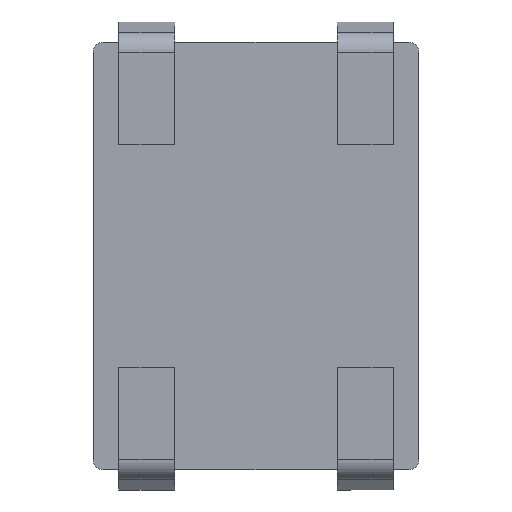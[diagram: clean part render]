
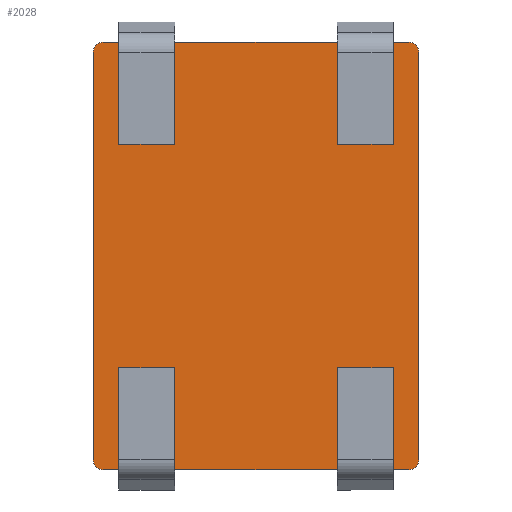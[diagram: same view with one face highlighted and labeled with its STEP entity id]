
A CAD part, front view. The second image highlights one B-rep face of the part: STEP entity #2028.
In plain terms, the highlighted planar face has unit normal (0, -1, 0).
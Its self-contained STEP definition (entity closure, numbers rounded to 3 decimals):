
#77=CIRCLE('',#2189,0.1);
#78=CIRCLE('',#2190,0.1);
#79=CIRCLE('',#2191,0.1);
#80=CIRCLE('',#2192,0.1);
#128=ORIENTED_EDGE('',*,*,#722,.F.);
#129=ORIENTED_EDGE('',*,*,#723,.T.);
#130=ORIENTED_EDGE('',*,*,#724,.F.);
#131=ORIENTED_EDGE('',*,*,#725,.T.);
#132=ORIENTED_EDGE('',*,*,#726,.T.);
#133=ORIENTED_EDGE('',*,*,#727,.T.);
#134=ORIENTED_EDGE('',*,*,#728,.F.);
#135=ORIENTED_EDGE('',*,*,#729,.F.);
#136=ORIENTED_EDGE('',*,*,#730,.F.);
#137=ORIENTED_EDGE('',*,*,#731,.F.);
#138=ORIENTED_EDGE('',*,*,#732,.F.);
#139=ORIENTED_EDGE('',*,*,#733,.T.);
#140=ORIENTED_EDGE('',*,*,#734,.F.);
#141=ORIENTED_EDGE('',*,*,#735,.T.);
#142=ORIENTED_EDGE('',*,*,#736,.F.);
#143=ORIENTED_EDGE('',*,*,#737,.T.);
#144=ORIENTED_EDGE('',*,*,#738,.T.);
#145=ORIENTED_EDGE('',*,*,#739,.T.);
#146=ORIENTED_EDGE('',*,*,#740,.F.);
#147=ORIENTED_EDGE('',*,*,#741,.F.);
#148=ORIENTED_EDGE('',*,*,#742,.F.);
#149=ORIENTED_EDGE('',*,*,#743,.F.);
#150=ORIENTED_EDGE('',*,*,#744,.F.);
#151=ORIENTED_EDGE('',*,*,#745,.T.);
#722=EDGE_CURVE('',#1019,#1020,#1216,.T.);
#723=EDGE_CURVE('',#1019,#1021,#77,.F.);
#724=EDGE_CURVE('',#1022,#1021,#1217,.T.);
#725=EDGE_CURVE('',#1022,#1023,#1218,.T.);
#726=EDGE_CURVE('',#1023,#1024,#1219,.T.);
#727=EDGE_CURVE('',#1024,#1025,#1220,.T.);
#728=EDGE_CURVE('',#1026,#1025,#1221,.T.);
#729=EDGE_CURVE('',#1027,#1026,#1222,.T.);
#730=EDGE_CURVE('',#1028,#1027,#1223,.T.);
#731=EDGE_CURVE('',#1029,#1028,#1224,.T.);
#732=EDGE_CURVE('',#1030,#1029,#1225,.T.);
#733=EDGE_CURVE('',#1030,#1031,#78,.F.);
#734=EDGE_CURVE('',#1032,#1031,#1226,.T.);
#735=EDGE_CURVE('',#1032,#1033,#79,.F.);
#736=EDGE_CURVE('',#1034,#1033,#1227,.T.);
#737=EDGE_CURVE('',#1034,#1035,#1228,.T.);
#738=EDGE_CURVE('',#1035,#1036,#1229,.T.);
#739=EDGE_CURVE('',#1036,#1037,#1230,.T.);
#740=EDGE_CURVE('',#1038,#1037,#1231,.T.);
#741=EDGE_CURVE('',#1039,#1038,#1232,.T.);
#742=EDGE_CURVE('',#1040,#1039,#1233,.T.);
#743=EDGE_CURVE('',#1041,#1040,#1234,.T.);
#744=EDGE_CURVE('',#1042,#1041,#1235,.T.);
#745=EDGE_CURVE('',#1042,#1020,#80,.F.);
#1019=VERTEX_POINT('',#2946);
#1020=VERTEX_POINT('',#2947);
#1021=VERTEX_POINT('',#2949);
#1022=VERTEX_POINT('',#2951);
#1023=VERTEX_POINT('',#2953);
#1024=VERTEX_POINT('',#2955);
#1025=VERTEX_POINT('',#2957);
#1026=VERTEX_POINT('',#2959);
#1027=VERTEX_POINT('',#2961);
#1028=VERTEX_POINT('',#2963);
#1029=VERTEX_POINT('',#2965);
#1030=VERTEX_POINT('',#2967);
#1031=VERTEX_POINT('',#2969);
#1032=VERTEX_POINT('',#2971);
#1033=VERTEX_POINT('',#2973);
#1034=VERTEX_POINT('',#2975);
#1035=VERTEX_POINT('',#2977);
#1036=VERTEX_POINT('',#2979);
#1037=VERTEX_POINT('',#2981);
#1038=VERTEX_POINT('',#2983);
#1039=VERTEX_POINT('',#2985);
#1040=VERTEX_POINT('',#2987);
#1041=VERTEX_POINT('',#2989);
#1042=VERTEX_POINT('',#2991);
#1216=LINE('',#2945,#1462);
#1217=LINE('',#2950,#1463);
#1218=LINE('',#2952,#1464);
#1219=LINE('',#2954,#1465);
#1220=LINE('',#2956,#1466);
#1221=LINE('',#2958,#1467);
#1222=LINE('',#2960,#1468);
#1223=LINE('',#2962,#1469);
#1224=LINE('',#2964,#1470);
#1225=LINE('',#2966,#1471);
#1226=LINE('',#2970,#1472);
#1227=LINE('',#2974,#1473);
#1228=LINE('',#2976,#1474);
#1229=LINE('',#2978,#1475);
#1230=LINE('',#2980,#1476);
#1231=LINE('',#2982,#1477);
#1232=LINE('',#2984,#1478);
#1233=LINE('',#2986,#1479);
#1234=LINE('',#2988,#1480);
#1235=LINE('',#2990,#1481);
#1462=VECTOR('',#2361,1000.);
#1463=VECTOR('',#2364,1000.);
#1464=VECTOR('',#2365,1000.);
#1465=VECTOR('',#2366,1000.);
#1466=VECTOR('',#2367,1000.);
#1467=VECTOR('',#2368,1000.);
#1468=VECTOR('',#2369,1000.);
#1469=VECTOR('',#2370,1000.);
#1470=VECTOR('',#2371,1000.);
#1471=VECTOR('',#2372,1000.);
#1472=VECTOR('',#2375,1000.);
#1473=VECTOR('',#2378,1000.);
#1474=VECTOR('',#2379,1000.);
#1475=VECTOR('',#2380,1000.);
#1476=VECTOR('',#2381,1000.);
#1477=VECTOR('',#2382,1000.);
#1478=VECTOR('',#2383,1000.);
#1479=VECTOR('',#2384,1000.);
#1480=VECTOR('',#2385,1000.);
#1481=VECTOR('',#2386,1000.);
#1708=EDGE_LOOP('',(#128,#129,#130,#131,#132,#133,#134,#135,#136,#137,#138,
#139,#140,#141,#142,#143,#144,#145,#146,#147,#148,#149,#150,#151));
#1824=FACE_BOUND('',#1708,.T.);
#1940=PLANE('',#2188);
#2028=ADVANCED_FACE('',(#1824),#1940,.F.);
#2188=AXIS2_PLACEMENT_3D('',#2944,#2359,#2360);
#2189=AXIS2_PLACEMENT_3D('',#2948,#2362,#2363);
#2190=AXIS2_PLACEMENT_3D('',#2968,#2373,#2374);
#2191=AXIS2_PLACEMENT_3D('',#2972,#2376,#2377);
#2192=AXIS2_PLACEMENT_3D('',#2992,#2387,#2388);
#2359=DIRECTION('',(0.,1.,0.));
#2360=DIRECTION('',(0.,0.,1.));
#2361=DIRECTION('',(0.,0.,1.));
#2362=DIRECTION('',(0.,1.,0.));
#2363=DIRECTION('',(0.,0.,1.));
#2364=DIRECTION('',(-1.,0.,0.));
#2365=DIRECTION('',(0.,0.,1.));
#2366=DIRECTION('',(1.,0.,0.));
#2367=DIRECTION('',(0.,0.,-1.));
#2368=DIRECTION('',(-1.,0.,0.));
#2369=DIRECTION('',(0.,0.,-1.));
#2370=DIRECTION('',(-1.,0.,0.));
#2371=DIRECTION('',(0.,0.,1.));
#2372=DIRECTION('',(-1.,0.,0.));
#2373=DIRECTION('',(0.,1.,0.));
#2374=DIRECTION('',(0.,0.,1.));
#2375=DIRECTION('',(0.,0.,-1.));
#2376=DIRECTION('',(0.,1.,0.));
#2377=DIRECTION('',(0.,0.,1.));
#2378=DIRECTION('',(1.,0.,0.));
#2379=DIRECTION('',(0.,0.,-1.));
#2380=DIRECTION('',(-1.,0.,0.));
#2381=DIRECTION('',(0.,0.,1.));
#2382=DIRECTION('',(1.,0.,0.));
#2383=DIRECTION('',(0.,0.,1.));
#2384=DIRECTION('',(1.,0.,0.));
#2385=DIRECTION('',(0.,0.,-1.));
#2386=DIRECTION('',(1.,0.,0.));
#2387=DIRECTION('',(0.,1.,0.));
#2388=DIRECTION('',(0.,0.,1.));
#2944=CARTESIAN_POINT('',(0.,0.,0.));
#2945=CARTESIAN_POINT('',(-1.6,0.,-2.1));
#2946=CARTESIAN_POINT('',(-1.6,0.,-2.));
#2947=CARTESIAN_POINT('',(-1.6,0.,2.));
#2948=CARTESIAN_POINT('',(-1.5,0.,-2.));
#2949=CARTESIAN_POINT('',(-1.5,0.,-2.1));
#2950=CARTESIAN_POINT('',(1.6,0.,-2.1));
#2951=CARTESIAN_POINT('',(-1.35,0.,-2.1));
#2952=CARTESIAN_POINT('',(-1.35,0.,-2.1));
#2953=CARTESIAN_POINT('',(-1.35,0.,-1.1));
#2954=CARTESIAN_POINT('',(-1.35,0.,-1.1));
#2955=CARTESIAN_POINT('',(-0.8,0.,-1.1));
#2956=CARTESIAN_POINT('',(-0.8,0.,-1.1));
#2957=CARTESIAN_POINT('',(-0.8,0.,-2.1));
#2958=CARTESIAN_POINT('',(1.6,0.,-2.1));
#2959=CARTESIAN_POINT('',(0.8,0.,-2.1));
#2960=CARTESIAN_POINT('',(0.8,0.,-1.1));
#2961=CARTESIAN_POINT('',(0.8,0.,-1.1));
#2962=CARTESIAN_POINT('',(1.35,0.,-1.1));
#2963=CARTESIAN_POINT('',(1.35,0.,-1.1));
#2964=CARTESIAN_POINT('',(1.35,0.,-2.1));
#2965=CARTESIAN_POINT('',(1.35,0.,-2.1));
#2966=CARTESIAN_POINT('',(1.6,0.,-2.1));
#2967=CARTESIAN_POINT('',(1.5,0.,-2.1));
#2968=CARTESIAN_POINT('',(1.5,0.,-2.));
#2969=CARTESIAN_POINT('',(1.6,0.,-2.));
#2970=CARTESIAN_POINT('',(1.6,0.,2.1));
#2971=CARTESIAN_POINT('',(1.6,0.,2.));
#2972=CARTESIAN_POINT('',(1.5,0.,2.));
#2973=CARTESIAN_POINT('',(1.5,0.,2.1));
#2974=CARTESIAN_POINT('',(-1.6,0.,2.1));
#2975=CARTESIAN_POINT('',(1.35,0.,2.1));
#2976=CARTESIAN_POINT('',(1.35,0.,2.1));
#2977=CARTESIAN_POINT('',(1.35,0.,1.1));
#2978=CARTESIAN_POINT('',(1.35,0.,1.1));
#2979=CARTESIAN_POINT('',(0.8,0.,1.1));
#2980=CARTESIAN_POINT('',(0.8,0.,1.1));
#2981=CARTESIAN_POINT('',(0.8,0.,2.1));
#2982=CARTESIAN_POINT('',(-1.6,0.,2.1));
#2983=CARTESIAN_POINT('',(-0.8,0.,2.1));
#2984=CARTESIAN_POINT('',(-0.8,0.,1.1));
#2985=CARTESIAN_POINT('',(-0.8,0.,1.1));
#2986=CARTESIAN_POINT('',(-1.35,0.,1.1));
#2987=CARTESIAN_POINT('',(-1.35,0.,1.1));
#2988=CARTESIAN_POINT('',(-1.35,0.,2.1));
#2989=CARTESIAN_POINT('',(-1.35,0.,2.1));
#2990=CARTESIAN_POINT('',(-1.6,0.,2.1));
#2991=CARTESIAN_POINT('',(-1.5,0.,2.1));
#2992=CARTESIAN_POINT('',(-1.5,0.,2.));
